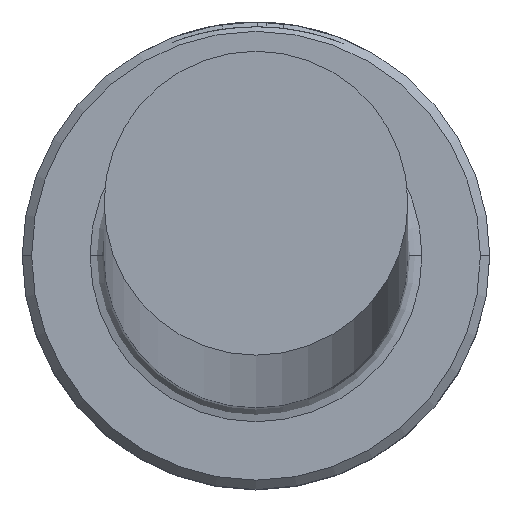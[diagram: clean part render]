
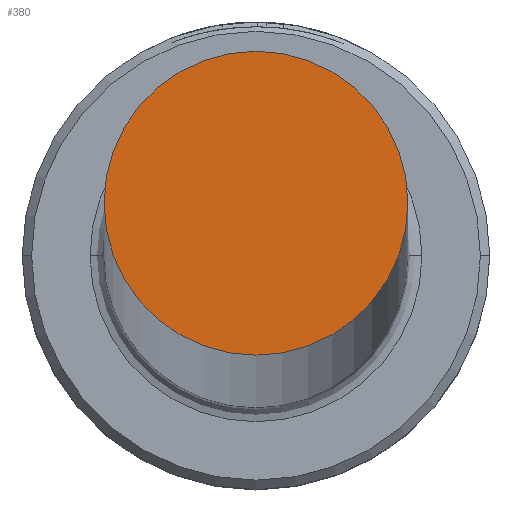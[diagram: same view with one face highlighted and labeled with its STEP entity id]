
A CAD part, top view. The second image highlights one B-rep face of the part: STEP entity #380.
In plain terms, the highlighted planar face has unit normal (0, 0, 1).
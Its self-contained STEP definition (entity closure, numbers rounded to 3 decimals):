
#128 = AXIS2_PLACEMENT_3D ( 'NONE', #849, #1011, #1005 ) ;
#178 = FACE_OUTER_BOUND ( 'NONE', #217, .T. ) ;
#217 = EDGE_LOOP ( 'NONE', ( #922, #928 ) ) ;
#228 = CIRCLE ( 'NONE', #473, 3.25 ) ;
#340 = CARTESIAN_POINT ( 'NONE',  ( 0., 0., 650. ) ) ;
#380 = ADVANCED_FACE ( 'NONE', ( #178 ), #399, .T. ) ;
#399 = PLANE ( 'NONE',  #128 ) ;
#405 = CARTESIAN_POINT ( 'NONE',  ( -3.25, 0., 650. ) ) ;
#407 = DIRECTION ( 'NONE',  ( 0., 0., 1. ) ) ;
#431 = DIRECTION ( 'NONE',  ( 1., 0., 0. ) ) ;
#473 = AXIS2_PLACEMENT_3D ( 'NONE', #936, #407, #1023 ) ;
#567 = CARTESIAN_POINT ( 'NONE',  ( 3.25, 0., 650. ) ) ;
#632 = VERTEX_POINT ( 'NONE', #405 ) ;
#794 = EDGE_CURVE ( 'NONE', #632, #943, #898, .T. ) ;
#849 = CARTESIAN_POINT ( 'NONE',  ( 0., 0., 650. ) ) ;
#898 = CIRCLE ( 'NONE', #1133, 3.25 ) ;
#922 = ORIENTED_EDGE ( 'NONE', *, *, #794, .T. ) ;
#928 = ORIENTED_EDGE ( 'NONE', *, *, #1069, .T. ) ;
#936 = CARTESIAN_POINT ( 'NONE',  ( 0., 0., 650. ) ) ;
#943 = VERTEX_POINT ( 'NONE', #567 ) ;
#956 = DIRECTION ( 'NONE',  ( 0., 0., 1. ) ) ;
#1005 = DIRECTION ( 'NONE',  ( 1., 0., 0. ) ) ;
#1011 = DIRECTION ( 'NONE',  ( 0., 0., 1. ) ) ;
#1023 = DIRECTION ( 'NONE',  ( 1., 0., 0. ) ) ;
#1069 = EDGE_CURVE ( 'NONE', #943, #632, #228, .T. ) ;
#1133 = AXIS2_PLACEMENT_3D ( 'NONE', #340, #956, #431 ) ;
